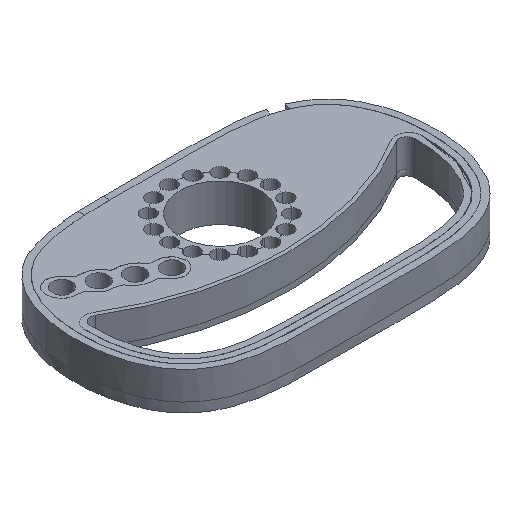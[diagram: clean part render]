
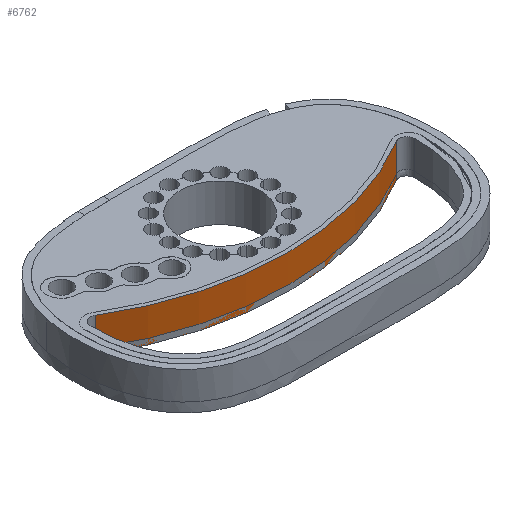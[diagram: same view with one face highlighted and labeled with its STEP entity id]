
A CAD part, isometric view. The second image highlights one B-rep face of the part: STEP entity #6762.
In plain terms, the highlighted cylindrical face has radius 154 mm (diameter 308 mm), a partial arc.
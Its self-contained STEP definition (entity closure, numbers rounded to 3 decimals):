
#261=CIRCLE('',#7190,154.);
#262=CIRCLE('',#7191,154.);
#719=CYLINDRICAL_SURFACE('',#7189,154.);
#840=FACE_OUTER_BOUND('',#1248,.T.);
#1248=EDGE_LOOP('',(#4421,#4422,#4423,#4424));
#1697=LINE('',#10332,#1952);
#1701=LINE('',#10991,#1956);
#1952=VECTOR('',#7923,10.);
#1956=VECTOR('',#7937,10.);
#2594=VERTEX_POINT('',#10311);
#2595=VERTEX_POINT('',#10331);
#2602=VERTEX_POINT('',#10988);
#2603=VERTEX_POINT('',#10990);
#3295=EDGE_CURVE('',#2595,#2594,#1697,.T.);
#3304=EDGE_CURVE('',#2594,#2602,#261,.T.);
#3305=EDGE_CURVE('',#2603,#2602,#1701,.T.);
#3306=EDGE_CURVE('',#2603,#2595,#262,.T.);
#4421=ORIENTED_EDGE('',*,*,#3304,.T.);
#4422=ORIENTED_EDGE('',*,*,#3305,.F.);
#4423=ORIENTED_EDGE('',*,*,#3306,.T.);
#4424=ORIENTED_EDGE('',*,*,#3295,.T.);
#6762=ADVANCED_FACE('',(#840),#719,.T.);
#7189=AXIS2_PLACEMENT_3D('',#10987,#7933,#7934);
#7190=AXIS2_PLACEMENT_3D('',#10989,#7935,#7936);
#7191=AXIS2_PLACEMENT_3D('',#10992,#7938,#7939);
#7923=DIRECTION('',(0.,0.,1.));
#7933=DIRECTION('center_axis',(0.,0.,1.));
#7934=DIRECTION('ref_axis',(-0.58,-0.815,0.));
#7935=DIRECTION('center_axis',(0.,0.,
-1.));
#7936=DIRECTION('ref_axis',(-0.58,-0.815,0.));
#7937=DIRECTION('',(0.,0.,1.));
#7938=DIRECTION('center_axis',(0.,0.,1.));
#7939=DIRECTION('ref_axis',(-0.58,-0.815,0.));
#10311=CARTESIAN_POINT('',(79.791,5.349,19.616));
#10331=CARTESIAN_POINT('',(79.791,5.349,1.6));
#10332=CARTESIAN_POINT('',(79.791,5.349,1.6));
#10987=CARTESIAN_POINT('Origin',(-0.038,137.043,1.6));
#10988=CARTESIAN_POINT('',(-79.806,5.312,19.616));
#10989=CARTESIAN_POINT('Origin',(-0.038,137.043,19.616));
#10990=CARTESIAN_POINT('',(-79.806,5.312,1.6));
#10991=CARTESIAN_POINT('',(-79.806,5.312,1.6));
#10992=CARTESIAN_POINT('Origin',(-0.038,137.043,1.6));
